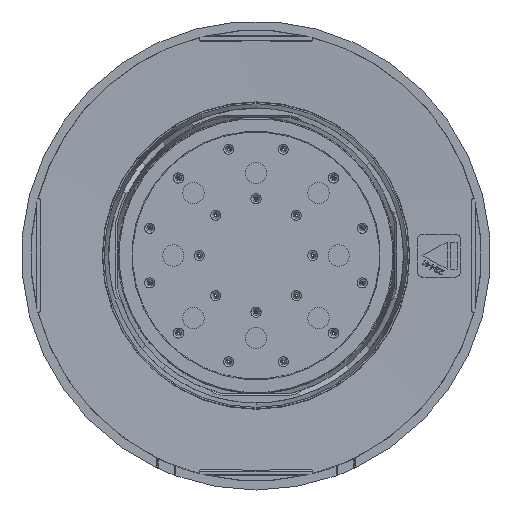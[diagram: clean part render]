
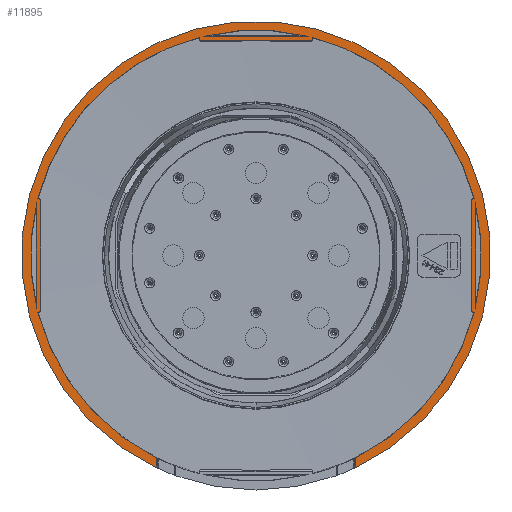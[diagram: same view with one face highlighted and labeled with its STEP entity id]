
A CAD part, front view. The second image highlights one B-rep face of the part: STEP entity #11895.
In plain terms, the highlighted face is planar.
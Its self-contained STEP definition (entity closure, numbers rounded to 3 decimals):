
#837=CIRCLE('',#13855,62.5);
#838=CIRCLE('',#13856,62.5);
#839=CIRCLE('',#13857,62.5);
#840=CIRCLE('',#13858,62.5);
#841=CIRCLE('',#13859,62.5);
#842=CIRCLE('',#13860,62.5);
#843=CIRCLE('',#13861,62.5);
#844=CIRCLE('',#13862,65.);
#1131=LINE('',#17696,#1955);
#1133=LINE('',#17702,#1957);
#1135=LINE('',#17710,#1959);
#1217=LINE('',#17974,#2041);
#1278=LINE('',#18100,#2102);
#1282=LINE('',#18113,#2106);
#1322=LINE('',#18208,#2146);
#1324=LINE('',#18212,#2148);
#1325=LINE('',#18221,#2149);
#1328=LINE('',#18230,#2152);
#1329=LINE('',#18236,#2153);
#1828=LINE('',#19438,#2652);
#1830=LINE('',#19468,#2654);
#1831=LINE('',#19483,#2655);
#1834=LINE('',#19506,#2658);
#1835=LINE('',#19514,#2659);
#1955=VECTOR('',#14573,1000.);
#1957=VECTOR('',#14579,1000.);
#1959=VECTOR('',#14587,1000.);
#2041=VECTOR('',#14783,1000.);
#2102=VECTOR('',#14902,1000.);
#2106=VECTOR('',#14914,1000.);
#2146=VECTOR('',#15004,1000.);
#2148=VECTOR('',#15008,1000.);
#2149=VECTOR('',#15017,1000.);
#2152=VECTOR('',#15024,1000.);
#2153=VECTOR('',#15031,1000.);
#2652=VECTOR('',#16114,1000.);
#2654=VECTOR('',#16124,1000.);
#2655=VECTOR('',#16129,1000.);
#2658=VECTOR('',#16152,1000.);
#2659=VECTOR('',#16161,1000.);
#4114=ORIENTED_EDGE('',*,*,#6976,.T.);
#4115=ORIENTED_EDGE('',*,*,#6989,.T.);
#4116=ORIENTED_EDGE('',*,*,#6968,.T.);
#4117=ORIENTED_EDGE('',*,*,#6990,.T.);
#4118=ORIENTED_EDGE('',*,*,#6980,.T.);
#4119=ORIENTED_EDGE('',*,*,#6991,.T.);
#4120=ORIENTED_EDGE('',*,*,#6992,.T.);
#4121=ORIENTED_EDGE('',*,*,#6993,.T.);
#4122=ORIENTED_EDGE('',*,*,#6376,.T.);
#4123=ORIENTED_EDGE('',*,*,#6379,.T.);
#4124=ORIENTED_EDGE('',*,*,#6372,.T.);
#4125=ORIENTED_EDGE('',*,*,#6994,.T.);
#4126=ORIENTED_EDGE('',*,*,#6368,.T.);
#4127=ORIENTED_EDGE('',*,*,#6366,.T.);
#4128=ORIENTED_EDGE('',*,*,#6322,.T.);
#4129=ORIENTED_EDGE('',*,*,#6317,.F.);
#4130=ORIENTED_EDGE('',*,*,#6254,.T.);
#4131=ORIENTED_EDGE('',*,*,#6995,.T.);
#4132=ORIENTED_EDGE('',*,*,#6145,.T.);
#4133=ORIENTED_EDGE('',*,*,#6141,.T.);
#4134=ORIENTED_EDGE('',*,*,#6138,.T.);
#4135=ORIENTED_EDGE('',*,*,#6996,.T.);
#4136=ORIENTED_EDGE('',*,*,#6997,.T.);
#4137=ORIENTED_EDGE('',*,*,#6998,.F.);
#6138=EDGE_CURVE('Edge410',#7818,#7816,#1131,.T.);
#6141=EDGE_CURVE('Edge409',#7820,#7818,#1133,.T.);
#6145=EDGE_CURVE('Edge408',#7823,#7820,#1135,.T.);
#6254=EDGE_CURVE('Edge406',#7918,#7917,#1217,.T.);
#6317=EDGE_CURVE('Edge405',#7918,#7946,#1278,.T.);
#6322=EDGE_CURVE('Edge404',#7947,#7946,#1282,.T.);
#6366=EDGE_CURVE('Edge403',#7965,#7947,#1322,.T.);
#6368=EDGE_CURVE('Edge402',#7966,#7965,#1324,.T.);
#6372=EDGE_CURVE('Edge400',#7970,#7968,#1325,.T.);
#6376=EDGE_CURVE('Edge398',#7974,#7972,#1328,.T.);
#6379=EDGE_CURVE('Edge399',#7972,#7970,#1329,.T.);
#6968=EDGE_CURVE('Edge416',#8359,#8357,#1828,.T.);
#6976=EDGE_CURVE('Edge418',#8367,#8365,#1830,.T.);
#6980=EDGE_CURVE('Edge414',#8371,#8369,#1831,.T.);
#6989=EDGE_CURVE('Edge380',#8365,#8367,#837,.T.);
#6990=EDGE_CURVE('Edge389',#8357,#8359,#838,.T.);
#6991=EDGE_CURVE('Edge396',#8369,#8371,#839,.T.);
#6992=EDGE_CURVE('Edge46',#8377,#8378,#1834,.T.);
#6993=EDGE_CURVE('Edge377',#8378,#7974,#840,.T.);
#6994=EDGE_CURVE('Edge383',#7968,#7966,#841,.T.);
#6995=EDGE_CURVE('Edge393',#7917,#7823,#842,.T.);
#6996=EDGE_CURVE('Edge373',#7816,#8379,#843,.T.);
#6997=EDGE_CURVE('Edge26',#8379,#8380,#1835,.T.);
#6998=EDGE_CURVE('Edge15',#8377,#8380,#844,.T.);
#7816=VERTEX_POINT('',#17694);
#7818=VERTEX_POINT('',#17697);
#7820=VERTEX_POINT('',#17703);
#7823=VERTEX_POINT('',#17711);
#7917=VERTEX_POINT('',#17973);
#7918=VERTEX_POINT('',#17975);
#7946=VERTEX_POINT('',#18101);
#7947=VERTEX_POINT('',#18114);
#7965=VERTEX_POINT('',#18209);
#7966=VERTEX_POINT('',#18213);
#7968=VERTEX_POINT('',#18219);
#7970=VERTEX_POINT('',#18222);
#7972=VERTEX_POINT('',#18228);
#7974=VERTEX_POINT('',#18231);
#8357=VERTEX_POINT('',#19436);
#8359=VERTEX_POINT('',#19439);
#8365=VERTEX_POINT('',#19466);
#8367=VERTEX_POINT('',#19469);
#8369=VERTEX_POINT('',#19481);
#8371=VERTEX_POINT('',#19484);
#8377=VERTEX_POINT('',#19507);
#8378=VERTEX_POINT('',#19508);
#8379=VERTEX_POINT('',#19513);
#8380=VERTEX_POINT('',#19515);
#9412=EDGE_LOOP('',(#4114,#4115));
#9413=EDGE_LOOP('',(#4116,#4117));
#9414=EDGE_LOOP('',(#4118,#4119));
#9415=EDGE_LOOP('',(#4120,#4121,#4122,#4123,#4124,#4125,#4126,#4127,#4128,
#4129,#4130,#4131,#4132,#4133,#4134,#4135,#4136,#4137));
#10451=FACE_BOUND('',#9412,.T.);
#10452=FACE_BOUND('',#9413,.T.);
#10453=FACE_BOUND('',#9414,.T.);
#10454=FACE_BOUND('',#9415,.T.);
#11486=PLANE('',#13854);
#11895=ADVANCED_FACE('Face52',(#10451,#10452,#10453,#10454),#11486,.T.);
#13854=AXIS2_PLACEMENT_3D('',#19502,#16144,#16145);
#13855=AXIS2_PLACEMENT_3D('',#19503,#16146,#16147);
#13856=AXIS2_PLACEMENT_3D('',#19504,#16148,#16149);
#13857=AXIS2_PLACEMENT_3D('',#19505,#16150,#16151);
#13858=AXIS2_PLACEMENT_3D('',#19509,#16153,#16154);
#13859=AXIS2_PLACEMENT_3D('',#19510,#16155,#16156);
#13860=AXIS2_PLACEMENT_3D('',#19511,#16157,#16158);
#13861=AXIS2_PLACEMENT_3D('',#19512,#16159,#16160);
#13862=AXIS2_PLACEMENT_3D('',#19516,#16162,#16163);
#14573=DIRECTION('',(-0.968,-0.251,0.));
#14579=DIRECTION('',(0.,-1.,0.));
#14587=DIRECTION('',(0.968,-0.251,0.));
#14783=DIRECTION('',(-0.251,0.968,0.));
#14902=DIRECTION('',(1.,0.,0.));
#14914=DIRECTION('',(-1.,0.,0.));
#15004=DIRECTION('',(-1.,0.,0.));
#15008=DIRECTION('',(-0.251,-0.968,0.));
#15017=DIRECTION('',(0.968,0.251,0.));
#15024=DIRECTION('',(-0.968,0.251,0.));
#15031=DIRECTION('',(0.,1.,0.));
#16114=DIRECTION('',(0.,1.,0.));
#16124=DIRECTION('',(0.,-1.,0.));
#16129=DIRECTION('',(1.,0.,0.));
#16144=DIRECTION('',(0.,0.,-1.));
#16145=DIRECTION('',(-1.,0.,0.));
#16146=DIRECTION('',(0.,0.,1.));
#16147=DIRECTION('',(1.,0.,0.));
#16148=DIRECTION('',(0.,0.,1.));
#16149=DIRECTION('',(-1.,0.,0.));
#16150=DIRECTION('',(0.,0.,1.));
#16151=DIRECTION('',(0.,1.,0.));
#16152=DIRECTION('',(0.,1.,0.));
#16153=DIRECTION('',(0.,0.,1.));
#16154=DIRECTION('',(0.707,-0.707,0.));
#16155=DIRECTION('',(0.,0.,1.));
#16156=DIRECTION('',(0.707,0.707,0.));
#16157=DIRECTION('',(0.,0.,1.));
#16158=DIRECTION('',(-0.707,0.707,0.));
#16159=DIRECTION('',(0.,0.,1.));
#16160=DIRECTION('',(-0.707,-0.707,0.));
#16161=DIRECTION('',(0.,-1.,0.));
#16162=DIRECTION('',(0.,0.,1.));
#16163=DIRECTION('',(1.,0.,0.));
#17694=CARTESIAN_POINT('',(-60.5,-15.685,0.));
#17696=CARTESIAN_POINT('',(-60.125,-15.588,0.));
#17697=CARTESIAN_POINT('',(-59.75,-15.491,0.));
#17702=CARTESIAN_POINT('',(-59.75,0.,0.));
#17703=CARTESIAN_POINT('',(-59.75,15.491,0.));
#17710=CARTESIAN_POINT('',(-60.125,15.588,0.));
#17711=CARTESIAN_POINT('',(-60.5,15.685,0.));
#17973=CARTESIAN_POINT('',(-15.685,60.5,0.));
#17974=CARTESIAN_POINT('',(-15.588,60.125,0.));
#17975=CARTESIAN_POINT('',(-15.491,59.75,0.));
#18100=CARTESIAN_POINT('',(-9.745,59.75,0.));
#18101=CARTESIAN_POINT('',(-4.,59.75,0.));
#18113=CARTESIAN_POINT('',(0.,59.75,0.));
#18114=CARTESIAN_POINT('',(4.,59.75,0.));
#18208=CARTESIAN_POINT('',(9.745,59.75,0.));
#18209=CARTESIAN_POINT('',(15.491,59.75,0.));
#18212=CARTESIAN_POINT('',(15.588,60.125,0.));
#18213=CARTESIAN_POINT('',(15.685,60.5,0.));
#18219=CARTESIAN_POINT('',(60.5,15.685,0.));
#18221=CARTESIAN_POINT('',(60.125,15.588,0.));
#18222=CARTESIAN_POINT('',(59.75,15.491,0.));
#18228=CARTESIAN_POINT('',(59.75,-15.491,0.));
#18230=CARTESIAN_POINT('',(60.125,-15.588,0.));
#18231=CARTESIAN_POINT('',(60.5,-15.685,0.));
#18236=CARTESIAN_POINT('',(59.75,0.,0.));
#19436=CARTESIAN_POINT('',(-60.75,14.686,0.));
#19438=CARTESIAN_POINT('',(-60.75,0.,0.));
#19439=CARTESIAN_POINT('',(-60.75,-14.686,0.));
#19466=CARTESIAN_POINT('',(60.75,-14.686,0.));
#19468=CARTESIAN_POINT('',(60.75,0.,0.));
#19469=CARTESIAN_POINT('',(60.75,14.686,0.));
#19481=CARTESIAN_POINT('',(14.686,60.75,0.));
#19483=CARTESIAN_POINT('',(0.,60.75,0.));
#19484=CARTESIAN_POINT('',(-14.686,60.75,0.));
#19502=CARTESIAN_POINT('',(0.,3.065,0.));
#19503=CARTESIAN_POINT('',(0.,0.,0.));
#19504=CARTESIAN_POINT('',(0.,0.,
0.));
#19505=CARTESIAN_POINT('',(0.,0.,0.));
#19506=CARTESIAN_POINT('',(27.556,-57.484,0.));
#19507=CARTESIAN_POINT('',(27.556,-58.87,0.));
#19508=CARTESIAN_POINT('',(27.556,-56.098,0.));
#19509=CARTESIAN_POINT('',(0.,0.,0.));
#19510=CARTESIAN_POINT('',(0.,0.,0.));
#19511=CARTESIAN_POINT('',(0.,0.,0.));
#19512=CARTESIAN_POINT('',(0.,0.,0.));
#19513=CARTESIAN_POINT('',(-27.556,-56.098,0.));
#19514=CARTESIAN_POINT('',(-27.556,-57.484,0.));
#19515=CARTESIAN_POINT('',(-27.556,-58.87,0.));
#19516=CARTESIAN_POINT('',(0.,0.,0.));
